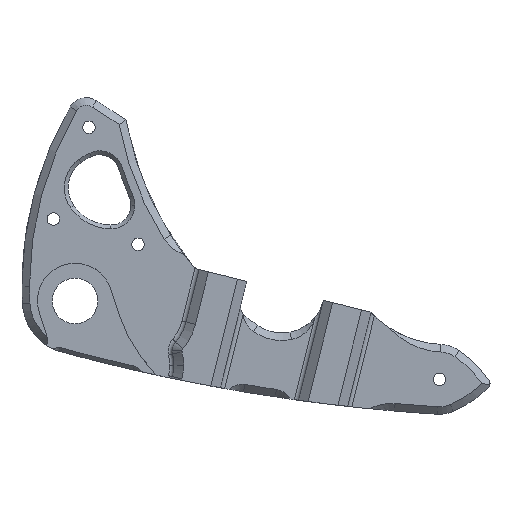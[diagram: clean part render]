
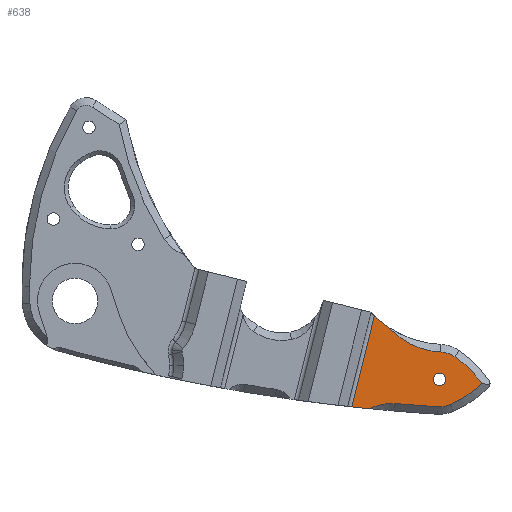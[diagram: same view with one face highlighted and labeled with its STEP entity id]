
A CAD part, top view. The second image highlights one B-rep face of the part: STEP entity #638.
In plain terms, the highlighted planar face has unit normal (0, 0, 1).
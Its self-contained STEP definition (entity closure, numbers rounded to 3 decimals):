
#41 = CARTESIAN_POINT ( 'NONE',  ( 81.428, -27.486, 0. ) ) ;
#170 = CIRCLE ( 'NONE', #2753, 7.28 ) ;
#199 = ORIENTED_EDGE ( 'NONE', *, *, #5141, .F. ) ;
#204 = VERTEX_POINT ( 'NONE', #4236 ) ;
#311 = B_SPLINE_CURVE_WITH_KNOTS ( 'NONE', 3,
 ( #4922, #2955, #3941, #994, #4446, #1489 ),
 .UNSPECIFIED., .F., .F.,
 ( 4, 1, 1, 4 ),
 ( 0., 0.28, 0.56, 1. ),
 .UNSPECIFIED. ) ;
#333 = CARTESIAN_POINT ( 'NONE',  ( 105.661, -18.876, 0. ) ) ;
#338 = ORIENTED_EDGE ( 'NONE', *, *, #3272, .F. ) ;
#430 = VERTEX_POINT ( 'NONE', #6396 ) ;
#443 = CARTESIAN_POINT ( 'NONE',  ( 73.531, -28.142, 0. ) ) ;
#508 = CARTESIAN_POINT ( 'NONE',  ( 97.073, -13.559, 0. ) ) ;
#513 = CARTESIAN_POINT ( 'NONE',  ( 85.019, -27.254, 0. ) ) ;
#527 = DIRECTION ( 'NONE',  ( -0.241, -0.971, 0. ) ) ;
#538 = ORIENTED_EDGE ( 'NONE', *, *, #2945, .F. ) ;
#547 = VERTEX_POINT ( 'NONE', #513 ) ;
#638 = ADVANCED_FACE ( 'NONE', ( #4982, #5455 ), #6094, .T. ) ;
#665 = DIRECTION ( 'NONE',  ( 0., 0., -1. ) ) ;
#744 = EDGE_CURVE ( 'NONE', #2930, #2074, #5694, .T. ) ;
#806 = VECTOR ( 'NONE', #527, 1000. ) ;
#855 = CARTESIAN_POINT ( 'NONE',  ( 108.059, -21.971, 0. ) ) ;
#862 = CARTESIAN_POINT ( 'NONE',  ( 86.455, -9.965, 0. ) ) ;
#948 = EDGE_CURVE ( 'NONE', #1355, #5474, #1271, .T. ) ;
#989 = AXIS2_PLACEMENT_3D ( 'NONE', #4624, #1654, #5125 ) ;
#994 = CARTESIAN_POINT ( 'NONE',  ( 103.168, -25.793, 0. ) ) ;
#1008 = VERTEX_POINT ( 'NONE', #508 ) ;
#1115 = AXIS2_PLACEMENT_3D ( 'NONE', #4452, #1495, #4949 ) ;
#1150 = VERTEX_POINT ( 'NONE', #5855 ) ;
#1181 = CARTESIAN_POINT ( 'NONE',  ( 96.772, -20.832, 0. ) ) ;
#1271 = CIRCLE ( 'NONE', #2654, 500. ) ;
#1353 = CARTESIAN_POINT ( 'NONE',  ( 89.991, -11.887, 0. ) ) ;
#1355 = VERTEX_POINT ( 'NONE', #443 ) ;
#1423 = ORIENTED_EDGE ( 'NONE', *, *, #2104, .F. ) ;
#1444 = EDGE_CURVE ( 'NONE', #547, #5474, #3774, .T. ) ;
#1489 = CARTESIAN_POINT ( 'NONE',  ( 99.653, -27.517, 0. ) ) ;
#1495 = DIRECTION ( 'NONE',  ( 0., 0., -1. ) ) ;
#1515 = CIRCLE ( 'NONE', #989, 498. ) ;
#1654 = DIRECTION ( 'NONE',  ( 0., 0., -1. ) ) ;
#1657 = DIRECTION ( 'NONE',  ( 1., 0., 0. ) ) ;
#1744 = CARTESIAN_POINT ( 'NONE',  ( 98.266, 15.281, 0. ) ) ;
#1842 = CARTESIAN_POINT ( 'NONE',  ( 93.775, -13.229, 0. ) ) ;
#1899 = EDGE_CURVE ( 'NONE', #4482, #204, #5951, .T. ) ;
#1950 = DIRECTION ( 'NONE',  ( 1., 0., 0. ) ) ;
#1952 = B_SPLINE_CURVE_WITH_KNOTS ( 'NONE', 3,
 ( #5794, #2314, #3318, #333, #3807, #855 ),
 .UNSPECIFIED., .F., .F.,
 ( 4, 1, 1, 4 ),
 ( 0., 0.28, 0.56, 1. ),
 .UNSPECIFIED. ) ;
#2003 = CARTESIAN_POINT ( 'NONE',  ( 75.845, -18.812, 0. ) ) ;
#2031 = CARTESIAN_POINT ( 'NONE',  ( 84.382, -27.199, 0. ) ) ;
#2074 = VERTEX_POINT ( 'NONE', #4603 ) ;
#2104 = EDGE_CURVE ( 'NONE', #2074, #547, #1515, .T. ) ;
#2121 = DIRECTION ( 'NONE',  ( 1., 0., 0. ) ) ;
#2253 = DIRECTION ( 'NONE',  ( -1., 0., 0. ) ) ;
#2314 = CARTESIAN_POINT ( 'NONE',  ( 101.702, -15.394, 0. ) ) ;
#2339 = CARTESIAN_POINT ( 'NONE',  ( 97.073, -13.559, 0. ) ) ;
#2390 = ORIENTED_EDGE ( 'NONE', *, *, #3786, .T. ) ;
#2463 = CARTESIAN_POINT ( 'NONE',  ( 96.772, -20.832, 0. ) ) ;
#2488 = DIRECTION ( 'NONE',  ( 0., 0., 1. ) ) ;
#2654 = AXIS2_PLACEMENT_3D ( 'NONE', #3399, #5427, #1950 ) ;
#2753 = AXIS2_PLACEMENT_3D ( 'NONE', #3633, #665, #4127 ) ;
#2772 = AXIS2_PLACEMENT_3D ( 'NONE', #4427, #2488, #2121 ) ;
#2786 = CARTESIAN_POINT ( 'NONE',  ( 83.622, -7.241, 0. ) ) ;
#2810 = CARTESIAN_POINT ( 'NONE',  ( 84.551, -8.271, 0. ) ) ;
#2811 = CIRCLE ( 'NONE', #3380, 1.65 ) ;
#2922 = EDGE_CURVE ( 'NONE', #3242, #1008, #3307, .T. ) ;
#2926 = CARTESIAN_POINT ( 'NONE',  ( 82.067, -27.354, 0. ) ) ;
#2930 = VERTEX_POINT ( 'NONE', #6341 ) ;
#2945 = EDGE_CURVE ( 'NONE', #1150, #2930, #311, .T. ) ;
#2948 = EDGE_LOOP ( 'NONE', ( #5404, #2390, #4924, #5015, #4558, #1423, #4420, #538, #338, #199 ) ) ;
#2955 = CARTESIAN_POINT ( 'NONE',  ( 107.378, -22.618, 0. ) ) ;
#2964 = DIRECTION ( 'NONE',  ( -1., 0., 0. ) ) ;
#3242 = VERTEX_POINT ( 'NONE', #2786 ) ;
#3272 = EDGE_CURVE ( 'NONE', #4876, #1150, #1952, .T. ) ;
#3307 = B_SPLINE_CURVE_WITH_KNOTS ( 'NONE', 3,
 ( #5799, #2810, #862, #4313, #1353, #4812, #1842, #5318, #2339 ),
 .UNSPECIFIED., .F., .F.,
 ( 4, 1, 2, 1, 1, 4 ),
 ( 0., 0.28, 0.5, 0.56, 0.78, 1. ),
 .UNSPECIFIED. ) ;
#3318 = CARTESIAN_POINT ( 'NONE',  ( 103.197, -16.551, 0. ) ) ;
#3380 = AXIS2_PLACEMENT_3D ( 'NONE', #1181, #4627, #1657 ) ;
#3399 = CARTESIAN_POINT ( 'NONE',  ( 127.748, 468.91, 0. ) ) ;
#3422 = CARTESIAN_POINT ( 'NONE',  ( 78.314, -28.64, 0. ) ) ;
#3633 = CARTESIAN_POINT ( 'NONE',  ( 96.772, -20.832, 0. ) ) ;
#3760 = EDGE_CURVE ( 'NONE', #204, #4482, #2811, .T. ) ;
#3774 = B_SPLINE_CURVE_WITH_KNOTS ( 'NONE', 3,
 ( #6044, #2031, #5022, #2926, #41, #4509, #5403, #5509, #3422 ),
 .UNSPECIFIED., .F., .F.,
 ( 4, 1, 2, 1, 1, 4 ),
 ( 0., 0.28, 0.5, 0.56, 0.78, 1. ),
 .UNSPECIFIED. ) ;
#3786 = EDGE_CURVE ( 'NONE', #3242, #430, #5466, .T. ) ;
#3807 = CARTESIAN_POINT ( 'NONE',  ( 107.213, -20.76, 0. ) ) ;
#3941 = CARTESIAN_POINT ( 'NONE',  ( 105.943, -23.849, 0. ) ) ;
#4044 = AXIS2_PLACEMENT_3D ( 'NONE', #1744, #5225, #2253 ) ;
#4127 = DIRECTION ( 'NONE',  ( -1., 0., 0. ) ) ;
#4129 = CARTESIAN_POINT ( 'NONE',  ( 95.122, -20.832, 0. ) ) ;
#4236 = CARTESIAN_POINT ( 'NONE',  ( 98.422, -20.832, 0. ) ) ;
#4313 = CARTESIAN_POINT ( 'NONE',  ( 88.684, -11.273, 0. ) ) ;
#4418 = EDGE_LOOP ( 'NONE', ( #5274, #6445 ) ) ;
#4420 = ORIENTED_EDGE ( 'NONE', *, *, #744, .F. ) ;
#4427 = CARTESIAN_POINT ( 'NONE',  ( 0., 0., 0. ) ) ;
#4446 = CARTESIAN_POINT ( 'NONE',  ( 101.01, -26.932, 0. ) ) ;
#4452 = CARTESIAN_POINT ( 'NONE',  ( 96.772, -20.832, 0. ) ) ;
#4482 = VERTEX_POINT ( 'NONE', #4129 ) ;
#4509 = CARTESIAN_POINT ( 'NONE',  ( 80.792, -27.63, 0. ) ) ;
#4558 = ORIENTED_EDGE ( 'NONE', *, *, #1444, .F. ) ;
#4603 = CARTESIAN_POINT ( 'NONE',  ( 96.312, -28.097, 0. ) ) ;
#4624 = CARTESIAN_POINT ( 'NONE',  ( 127.748, 468.91, 0. ) ) ;
#4627 = DIRECTION ( 'NONE',  ( 0., 0., -1. ) ) ;
#4743 = LINE ( 'NONE', #2003, #806 ) ;
#4812 = CARTESIAN_POINT ( 'NONE',  ( 91.312, -12.467, 0. ) ) ;
#4876 = VERTEX_POINT ( 'NONE', #5435 ) ;
#4922 = CARTESIAN_POINT ( 'NONE',  ( 108.059, -21.971, 0. ) ) ;
#4924 = ORIENTED_EDGE ( 'NONE', *, *, #4995, .T. ) ;
#4949 = DIRECTION ( 'NONE',  ( 1., 0., 0. ) ) ;
#4982 = FACE_OUTER_BOUND ( 'NONE', #2948, .T. ) ;
#4995 = EDGE_CURVE ( 'NONE', #430, #1355, #4743, .T. ) ;
#5015 = ORIENTED_EDGE ( 'NONE', *, *, #948, .T. ) ;
#5022 = CARTESIAN_POINT ( 'NONE',  ( 83.224, -27.193, 0. ) ) ;
#5125 = DIRECTION ( 'NONE',  ( -1., 0., 0. ) ) ;
#5141 = EDGE_CURVE ( 'NONE', #1008, #4876, #170, .T. ) ;
#5225 = DIRECTION ( 'NONE',  ( 0., 0., -1. ) ) ;
#5274 = ORIENTED_EDGE ( 'NONE', *, *, #1899, .T. ) ;
#5318 = CARTESIAN_POINT ( 'NONE',  ( 95.984, -13.514, 0. ) ) ;
#5403 = CARTESIAN_POINT ( 'NONE',  ( 79.679, -27.979, 0. ) ) ;
#5404 = ORIENTED_EDGE ( 'NONE', *, *, #2922, .F. ) ;
#5427 = DIRECTION ( 'NONE',  ( 0., 0., 1. ) ) ;
#5435 = CARTESIAN_POINT ( 'NONE',  ( 100.93, -14.857, 0. ) ) ;
#5449 = AXIS2_PLACEMENT_3D ( 'NONE', #2463, #5961, #2964 ) ;
#5455 = FACE_BOUND ( 'NONE', #4418, .T. ) ;
#5466 = CIRCLE ( 'NONE', #4044, 26.865 ) ;
#5474 = VERTEX_POINT ( 'NONE', #5646 ) ;
#5509 = CARTESIAN_POINT ( 'NONE',  ( 78.756, -28.402, 0. ) ) ;
#5646 = CARTESIAN_POINT ( 'NONE',  ( 78.314, -28.64, 0. ) ) ;
#5694 = CIRCLE ( 'NONE', #5449, 7.28 ) ;
#5794 = CARTESIAN_POINT ( 'NONE',  ( 100.93, -14.857, 0. ) ) ;
#5799 = CARTESIAN_POINT ( 'NONE',  ( 83.622, -7.241, 0. ) ) ;
#5855 = CARTESIAN_POINT ( 'NONE',  ( 108.059, -21.971, 0. ) ) ;
#5951 = CIRCLE ( 'NONE', #1115, 1.65 ) ;
#5961 = DIRECTION ( 'NONE',  ( 0., 0., -1. ) ) ;
#6044 = CARTESIAN_POINT ( 'NONE',  ( 85.019, -27.254, 0. ) ) ;
#6094 = PLANE ( 'NONE',  #2772 ) ;
#6341 = CARTESIAN_POINT ( 'NONE',  ( 99.653, -27.517, 0. ) ) ;
#6396 = CARTESIAN_POINT ( 'NONE',  ( 79.526, -3.968, 0. ) ) ;
#6445 = ORIENTED_EDGE ( 'NONE', *, *, #3760, .T. ) ;
